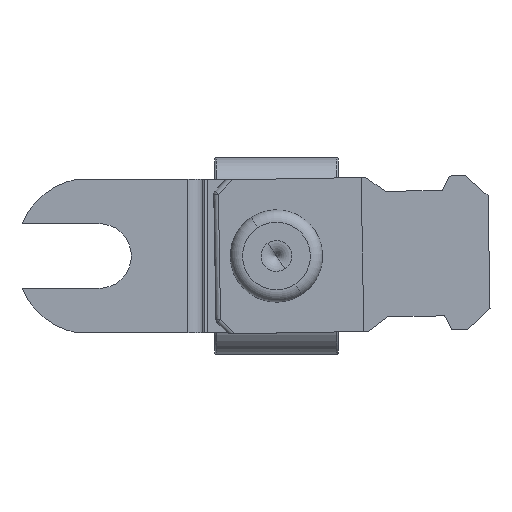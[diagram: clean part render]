
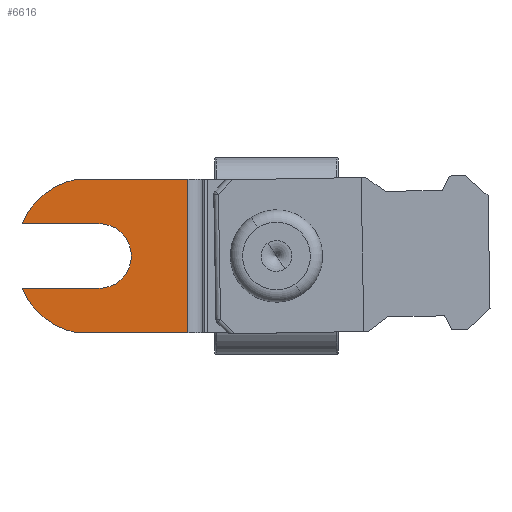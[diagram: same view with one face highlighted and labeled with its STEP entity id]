
A CAD part, front view. The second image highlights one B-rep face of the part: STEP entity #6616.
In plain terms, the highlighted planar face has unit normal (0, -1, 0).
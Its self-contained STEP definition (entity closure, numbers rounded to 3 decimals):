
#197 = EDGE_CURVE ( 'NONE', #11537, #12873, #12739, .T. ) ;
#372 = CARTESIAN_POINT ( 'NONE',  ( 5., 0., -5. ) ) ;
#1025 = ORIENTED_EDGE ( 'NONE', *, *, #2466, .T. ) ;
#1083 = AXIS2_PLACEMENT_3D ( 'NONE', #7488, #13158, #10383 ) ;
#1622 = DIRECTION ( 'NONE',  ( 0., -1., 0. ) ) ;
#2077 = EDGE_LOOP ( 'NONE', ( #9980, #1025, #4953, #16824, #16266, #11920, #7261, #2943 ) ) ;
#2121 = EDGE_CURVE ( 'NONE', #14572, #10831, #17741, .T. ) ;
#2466 = EDGE_CURVE ( 'NONE', #14572, #11760, #11083, .T. ) ;
#2888 = CARTESIAN_POINT ( 'NONE',  ( 0., 0., -2.9 ) ) ;
#2943 = ORIENTED_EDGE ( 'NONE', *, *, #15585, .F. ) ;
#4249 = LINE ( 'NONE', #17394, #7042 ) ;
#4333 = AXIS2_PLACEMENT_3D ( 'NONE', #17895, #7627, #5140 ) ;
#4447 = VECTOR ( 'NONE', #7444, 1000. ) ;
#4953 = ORIENTED_EDGE ( 'NONE', *, *, #5391, .T. ) ;
#5068 = CARTESIAN_POINT ( 'NONE',  ( 10.781, 0., 0. ) ) ;
#5140 = DIRECTION ( 'NONE',  ( 0., 0., -1. ) ) ;
#5391 = EDGE_CURVE ( 'NONE', #11760, #14889, #4249, .T. ) ;
#5506 = EDGE_CURVE ( 'NONE', #18640, #11537, #15799, .T. ) ;
#6119 = EDGE_CURVE ( 'NONE', #12873, #12899, #6943, .T. ) ;
#6261 = DIRECTION ( 'NONE',  ( 0., -1., 0. ) ) ;
#6346 = DIRECTION ( 'NONE',  ( 0., 0., -1. ) ) ;
#6616 = ADVANCED_FACE ( 'NONE', ( #7510 ), #10071, .T. ) ;
#6943 = CIRCLE ( 'NONE', #1083, 4.8 ) ;
#7042 = VECTOR ( 'NONE', #17873, 1000. ) ;
#7261 = ORIENTED_EDGE ( 'NONE', *, *, #5506, .F. ) ;
#7444 = DIRECTION ( 'NONE',  ( 1., 0., 0. ) ) ;
#7488 = CARTESIAN_POINT ( 'NONE',  ( 4.438, 0., -4.728 ) ) ;
#7510 = FACE_OUTER_BOUND ( 'NONE', #2077, .T. ) ;
#7627 = DIRECTION ( 'NONE',  ( 0., 1., 0. ) ) ;
#7658 = AXIS2_PLACEMENT_3D ( 'NONE', #372, #6261, #7793 ) ;
#7758 = EDGE_CURVE ( 'NONE', #12899, #14889, #18267, .T. ) ;
#7793 = DIRECTION ( 'NONE',  ( 0., 0., -1. ) ) ;
#9699 = DIRECTION ( 'NONE',  ( -1., 0., 0. ) ) ;
#9980 = ORIENTED_EDGE ( 'NONE', *, *, #2121, .F. ) ;
#10071 = PLANE ( 'NONE',  #16335 ) ;
#10256 = CARTESIAN_POINT ( 'NONE',  ( 10.781, 0., -10. ) ) ;
#10383 = DIRECTION ( 'NONE',  ( 0., 0., -1. ) ) ;
#10436 = CARTESIAN_POINT ( 'NONE',  ( 9.627, 0., -7.1 ) ) ;
#10440 = VECTOR ( 'NONE', #9699, 1000. ) ;
#10831 = VERTEX_POINT ( 'NONE', #16819 ) ;
#11083 = LINE ( 'NONE', #15522, #17980 ) ;
#11537 = VERTEX_POINT ( 'NONE', #16165 ) ;
#11760 = VERTEX_POINT ( 'NONE', #10256 ) ;
#11920 = ORIENTED_EDGE ( 'NONE', *, *, #197, .F. ) ;
#12510 = DIRECTION ( 'NONE',  ( 1., 0., 0. ) ) ;
#12567 = VECTOR ( 'NONE', #14142, 1000. ) ;
#12627 = CARTESIAN_POINT ( 'NONE',  ( 3.61, 0., 0. ) ) ;
#12724 = CARTESIAN_POINT ( 'NONE',  ( 9.627, 0., 0. ) ) ;
#12739 = LINE ( 'NONE', #14243, #10440 ) ;
#12873 = VERTEX_POINT ( 'NONE', #2888 ) ;
#12899 = VERTEX_POINT ( 'NONE', #12627 ) ;
#13158 = DIRECTION ( 'NONE',  ( 0., 1., 0. ) ) ;
#14142 = DIRECTION ( 'NONE',  ( 1., 0., 0. ) ) ;
#14219 = CARTESIAN_POINT ( 'NONE',  ( 3.61, 0., -10. ) ) ;
#14243 = CARTESIAN_POINT ( 'NONE',  ( 9.627, 0., -2.9 ) ) ;
#14572 = VERTEX_POINT ( 'NONE', #14219 ) ;
#14889 = VERTEX_POINT ( 'NONE', #5068 ) ;
#15522 = CARTESIAN_POINT ( 'NONE',  ( 0., 0., -10. ) ) ;
#15585 = EDGE_CURVE ( 'NONE', #10831, #18640, #16153, .T. ) ;
#15799 = CIRCLE ( 'NONE', #7658, 2.1 ) ;
#16153 = LINE ( 'NONE', #10436, #4447 ) ;
#16165 = CARTESIAN_POINT ( 'NONE',  ( 5., 0., -2.9 ) ) ;
#16266 = ORIENTED_EDGE ( 'NONE', *, *, #6119, .F. ) ;
#16335 = AXIS2_PLACEMENT_3D ( 'NONE', #17316, #1622, #6346 ) ;
#16814 = CARTESIAN_POINT ( 'NONE',  ( 5., 0., -7.1 ) ) ;
#16819 = CARTESIAN_POINT ( 'NONE',  ( 0., 0., -7.1 ) ) ;
#16824 = ORIENTED_EDGE ( 'NONE', *, *, #7758, .F. ) ;
#17316 = CARTESIAN_POINT ( 'NONE',  ( 9.627, 0., -10. ) ) ;
#17394 = CARTESIAN_POINT ( 'NONE',  ( 10.781, 0., -10. ) ) ;
#17741 = CIRCLE ( 'NONE', #4333, 4.8 ) ;
#17873 = DIRECTION ( 'NONE',  ( 0., 0., 1. ) ) ;
#17895 = CARTESIAN_POINT ( 'NONE',  ( 4.438, 0., -5.272 ) ) ;
#17980 = VECTOR ( 'NONE', #12510, 1000. ) ;
#18267 = LINE ( 'NONE', #12724, #12567 ) ;
#18640 = VERTEX_POINT ( 'NONE', #16814 ) ;
